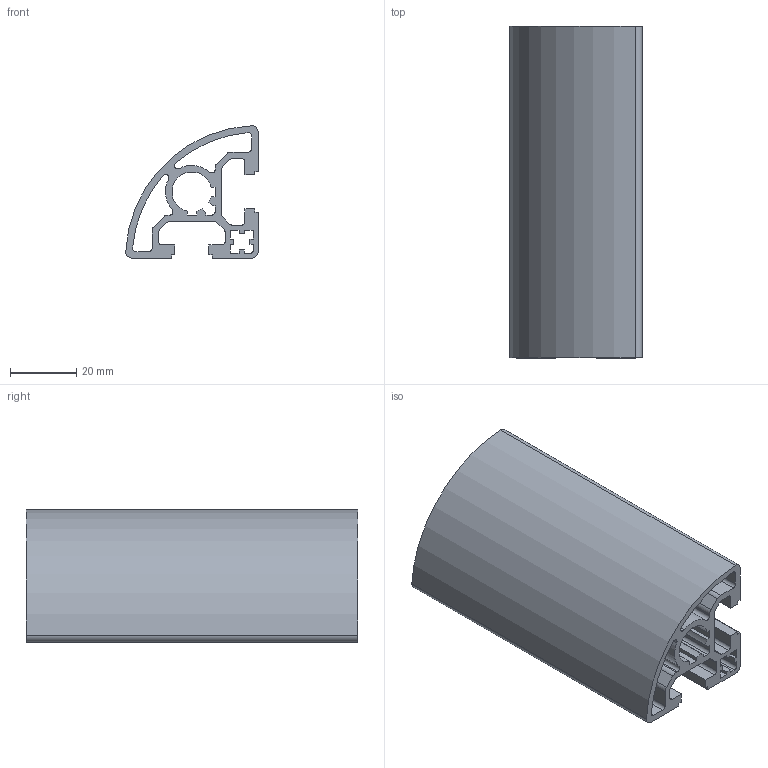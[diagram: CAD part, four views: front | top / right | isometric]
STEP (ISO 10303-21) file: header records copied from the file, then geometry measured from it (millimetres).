
FILE_DESCRIPTION(/* description */ (''),/* implementation_level */ '2;1');
FILE_NAME(/* name */ 'AST040040R9002.step',/* time_stamp */ '2024-04-29T15:58:55+01:00',/* author */ ('project'),/* organization */ (''),/* preprocessor_version */ 'ST-DEVELOPER v19',/* originating_system */ 'Autodesk Inventor 2023',/* authorisation */ '');
FILE_SCHEMA (('AUTOMOTIVE_DESIGN { 1 0 10303 214 3 1 1 }'));
Length unit declared in the file: metre
Products named in the file (1): AST040040R9002
Bounding box: 39.94 x 100 x 39.94 mm (x, y, z)
Volume: 47514.7 mm3; surface area: 42731.9 mm2
Topology: 1 solids, 1 shells, 109 faces, 321 edges, 214 vertices
Faces by surface type: plane 72, cylinder 37
Entity records: 3697 total; most frequent: CARTESIAN_POINT 645, ORIENTED_EDGE 642, DIRECTION 615, EDGE_CURVE 321, LINE 247, VECTOR 247, VERTEX_POINT 214, AXIS2_PLACEMENT_3D 184
